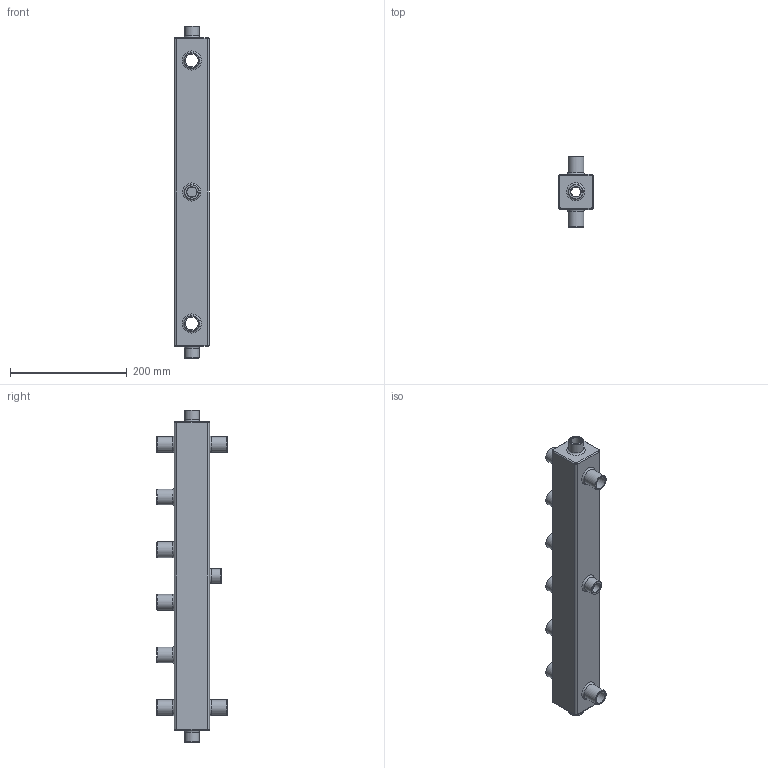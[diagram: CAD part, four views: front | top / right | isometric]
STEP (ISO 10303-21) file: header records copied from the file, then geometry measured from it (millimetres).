
FILE_DESCRIPTION(('STEP AP203'), '1');
FILE_NAME('TGRSS-40-20x3.19', '', ('UNSPECIFIED'), ('UNSPECIFIED'), 'ASCON STEP Converter 1.6', 'ASCON Math Kernel', '');
FILE_SCHEMA(('CONFIG_CONTROL_DESIGN'));
Length unit declared in the file: millimetre
Bounding box: 60.55 x 120 x 568 mm (x, y, z)
Volume: 305879.8 mm3; surface area: 289312.7 mm2
Topology: 1 solids, 1 shells, 294 faces, 721 edges, 465 vertices
Faces by surface type: plane 129, cylinder 59, extrusion 46, cone 41, torus 19
Full cylindrical faces by diameter (mm): 17.071 x3, 22 x8, 24 x3, 25 x11, 26.8 x8
Entity records: 11497 total; most frequent: CARTESIAN_POINT 2458, DIRECTION 1287, ORIENTED_EDGE 1272, EDGE_CURVE 636, VERTEX_POINT 465, AXIS2_PLACEMENT_3D 448, EDGE_LOOP 435, VECTOR 391
